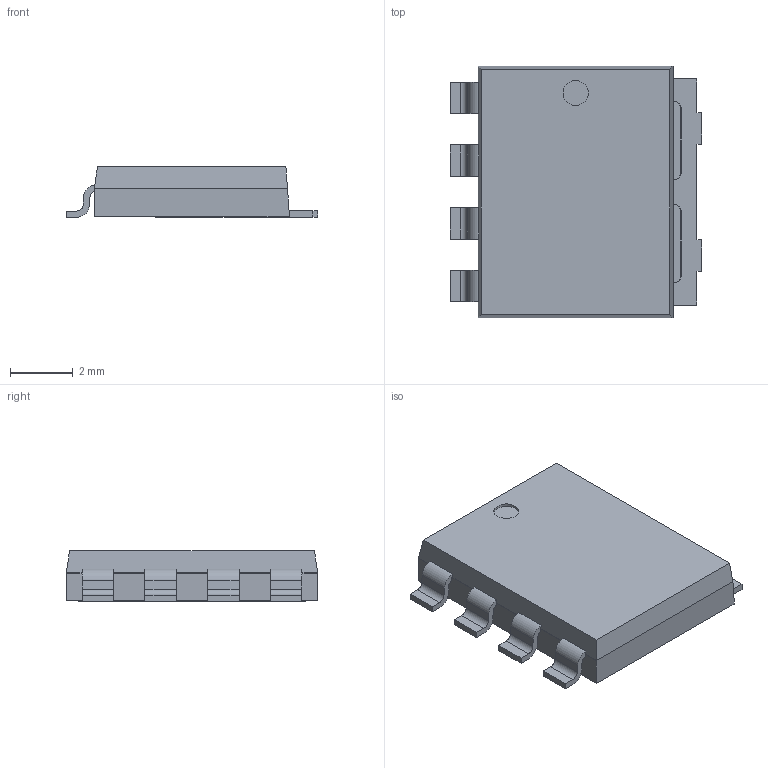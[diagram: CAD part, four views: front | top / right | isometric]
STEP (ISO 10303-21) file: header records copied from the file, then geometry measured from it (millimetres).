
FILE_DESCRIPTION(/* description */ ('model of LFPAK88'),/* implementation_level */ '2;1');
FILE_NAME(/* name */ 'LFPAK88.step',/* time_stamp */ '2024-01-12T14:50:13',/* author */ ('Patrick Baus',''),/* organization */ ('OCCT'),/* preprocessor_version */ '',/* originating_system */ 'KiCAD',/* authorisation */ '');
FILE_SCHEMA(('AUTOMOTIVE_DESIGN { 1 0 10303 214 1 1 1 1 }'));
Length unit declared in the file: millimetre
Products named in the file (1): LFPAK88
Bounding box: 8 x 8 x 1.61 mm (x, y, z)
Volume: 80.6 mm3; surface area: 170.2 mm2
Topology: 1 solids, 1 shells, 105 faces, 306 edges, 202 vertices
Faces by surface type: plane 76, cylinder 29
Full cylindrical faces by diameter (mm): 0.8 x1
Entity records: 4866 total; most frequent: CARTESIAN_POINT 614, ORIENTED_EDGE 612, DIRECTION 576, EDGE_CURVE 306, LINE 248, VECTOR 248, VERTEX_POINT 202, AXIS2_PLACEMENT_3D 164
